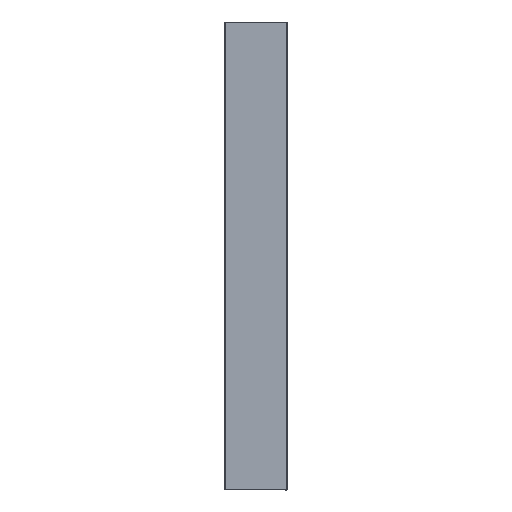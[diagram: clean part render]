
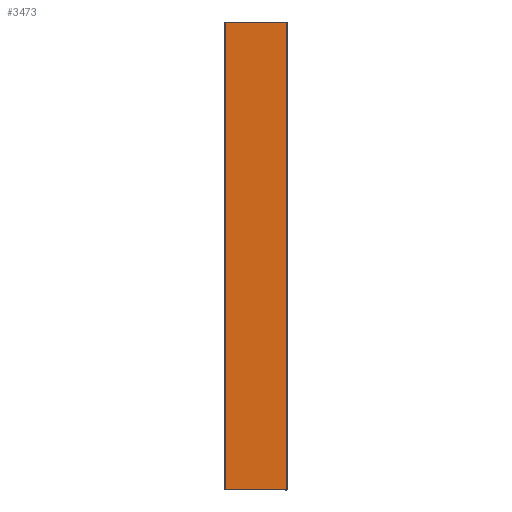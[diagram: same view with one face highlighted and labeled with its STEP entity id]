
A CAD part, front view. The second image highlights one B-rep face of the part: STEP entity #3473.
In plain terms, the highlighted planar face has unit normal (0, -1, 0).
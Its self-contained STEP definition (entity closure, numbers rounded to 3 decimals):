
#121 = VECTOR ( 'NONE', #3106, 1000. ) ;
#289 = CARTESIAN_POINT ( 'NONE',  ( 197., 0., 1500. ) ) ;
#437 = VECTOR ( 'NONE', #3428, 1000. ) ;
#458 = VERTEX_POINT ( 'NONE', #1822 ) ;
#545 = CARTESIAN_POINT ( 'NONE',  ( 0., 0., -1500. ) ) ;
#720 = ORIENTED_EDGE ( 'NONE', *, *, #2689, .T. ) ;
#903 = VERTEX_POINT ( 'NONE', #1833 ) ;
#926 = EDGE_LOOP ( 'NONE', ( #2980, #1821, #1959, #720 ) ) ;
#936 = LINE ( 'NONE', #3256, #3772 ) ;
#977 = VECTOR ( 'NONE', #3176, 1000. ) ;
#1344 = CARTESIAN_POINT ( 'NONE',  ( -197., 0., 1500. ) ) ;
#1379 = LINE ( 'NONE', #289, #121 ) ;
#1454 = DIRECTION ( 'NONE',  ( -1., 0., 0. ) ) ;
#1470 = CARTESIAN_POINT ( 'NONE',  ( 0., 0., 1500. ) ) ;
#1773 = VERTEX_POINT ( 'NONE', #1900 ) ;
#1821 = ORIENTED_EDGE ( 'NONE', *, *, #3360, .F. ) ;
#1822 = CARTESIAN_POINT ( 'NONE',  ( 197., 0., -1500. ) ) ;
#1833 = CARTESIAN_POINT ( 'NONE',  ( -197., 0., -1500. ) ) ;
#1900 = CARTESIAN_POINT ( 'NONE',  ( 197., 0., 1500. ) ) ;
#1959 = ORIENTED_EDGE ( 'NONE', *, *, #3370, .F. ) ;
#2051 = AXIS2_PLACEMENT_3D ( 'NONE', #1470, #2639, #1454 ) ;
#2260 = LINE ( 'NONE', #545, #437 ) ;
#2639 = DIRECTION ( 'NONE',  ( 0., 1., 0. ) ) ;
#2689 = EDGE_CURVE ( 'NONE', #3248, #903, #936, .T. ) ;
#2908 = FACE_OUTER_BOUND ( 'NONE', #926, .T. ) ;
#2973 = DIRECTION ( 'NONE',  ( 0., 0., -1. ) ) ;
#2980 = ORIENTED_EDGE ( 'NONE', *, *, #3015, .T. ) ;
#3015 = EDGE_CURVE ( 'NONE', #903, #458, #2260, .T. ) ;
#3106 = DIRECTION ( 'NONE',  ( 0., 0., -1. ) ) ;
#3139 = LINE ( 'NONE', #3745, #977 ) ;
#3176 = DIRECTION ( 'NONE',  ( 1., 0., 0. ) ) ;
#3210 = PLANE ( 'NONE',  #2051 ) ;
#3248 = VERTEX_POINT ( 'NONE', #1344 ) ;
#3256 = CARTESIAN_POINT ( 'NONE',  ( -197., 0., 1500. ) ) ;
#3360 = EDGE_CURVE ( 'NONE', #1773, #458, #1379, .T. ) ;
#3370 = EDGE_CURVE ( 'NONE', #3248, #1773, #3139, .T. ) ;
#3428 = DIRECTION ( 'NONE',  ( 1., 0., 0. ) ) ;
#3473 = ADVANCED_FACE ( 'NONE', ( #2908 ), #3210, .F. ) ;
#3745 = CARTESIAN_POINT ( 'NONE',  ( 0., 0., 1500. ) ) ;
#3772 = VECTOR ( 'NONE', #2973, 1000. ) ;
